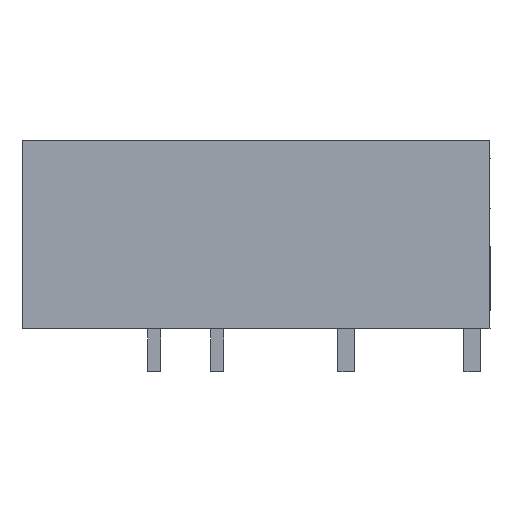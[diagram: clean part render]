
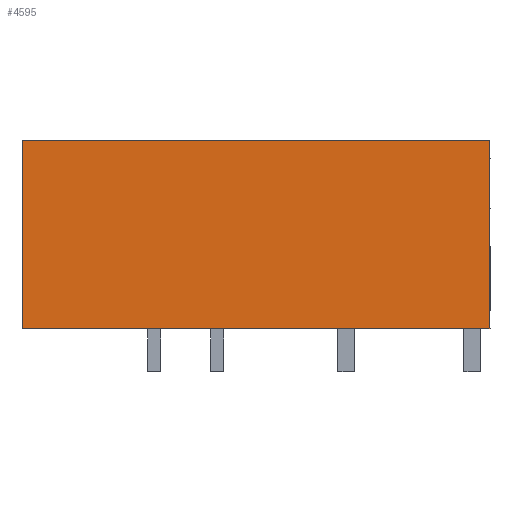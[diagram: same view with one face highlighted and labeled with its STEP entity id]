
A CAD part, left-side view. The second image highlights one B-rep face of the part: STEP entity #4595.
In plain terms, the highlighted planar face has unit normal (-1, 0, 0).
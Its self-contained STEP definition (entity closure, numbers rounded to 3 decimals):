
#4582=AXIS2_PLACEMENT_3D('Plane Axis2P3D',#4579,#4580,#4581) ;
#1460=CARTESIAN_POINT('Vertex',(0.,0.,14.)) ;
#1463=CARTESIAN_POINT('Line Origine',(0.,0.,8.3)) ;
#1467=CARTESIAN_POINT('Vertex',(0.,0.,2.6)) ;
#1559=CARTESIAN_POINT('Line Origine',(0.,14.15,2.6)) ;
#1563=CARTESIAN_POINT('Vertex',(0.,28.3,2.6)) ;
#3805=CARTESIAN_POINT('Line Origine',(0.,28.3,8.3)) ;
#3809=CARTESIAN_POINT('Vertex',(0.,28.3,14.)) ;
#4579=CARTESIAN_POINT('Axis2P3D Location',(0.,0.,17.5)) ;
#4584=CARTESIAN_POINT('Line Origine',(0.,14.15,14.)) ;
#1464=DIRECTION('Vector Direction',(0.,0.,-1.)) ;
#1560=DIRECTION('Vector Direction',(0.,-1.,0.)) ;
#3806=DIRECTION('Vector Direction',(0.,0.,1.)) ;
#4580=DIRECTION('Axis2P3D Direction',(-1.,0.,0.)) ;
#4581=DIRECTION('Axis2P3D XDirection',(0.,1.,0.)) ;
#4585=DIRECTION('Vector Direction',(0.,-1.,0.)) ;
#1465=VECTOR('Line Direction',#1464,1.) ;
#1561=VECTOR('Line Direction',#1560,1.) ;
#3807=VECTOR('Line Direction',#3806,1.) ;
#4586=VECTOR('Line Direction',#4585,1.) ;
#4590=ORIENTED_EDGE('',*,*,#4588,.F.) ;
#4591=ORIENTED_EDGE('',*,*,#3811,.F.) ;
#4592=ORIENTED_EDGE('',*,*,#1565,.T.) ;
#4593=ORIENTED_EDGE('',*,*,#1469,.T.) ;
#4595=ADVANCED_FACE('model',(#4594),#4583,.T.) ;
#1469=EDGE_CURVE('',#1468,#1461,#1466,.F.) ;
#1565=EDGE_CURVE('',#1564,#1468,#1562,.T.) ;
#3811=EDGE_CURVE('',#1564,#3810,#3808,.T.) ;
#4588=EDGE_CURVE('',#3810,#1461,#4587,.T.) ;
#4589=EDGE_LOOP('',(#4590,#4591,#4592,#4593)) ;
#4594=FACE_OUTER_BOUND('',#4589,.T.) ;
#1466=LINE('Line',#1463,#1465) ;
#1562=LINE('Line',#1559,#1561) ;
#3808=LINE('Line',#3805,#3807) ;
#4587=LINE('Line',#4584,#4586) ;
#4583=PLANE('',#4582) ;
#1461=VERTEX_POINT('',#1460) ;
#1468=VERTEX_POINT('',#1467) ;
#1564=VERTEX_POINT('',#1563) ;
#3810=VERTEX_POINT('',#3809) ;
